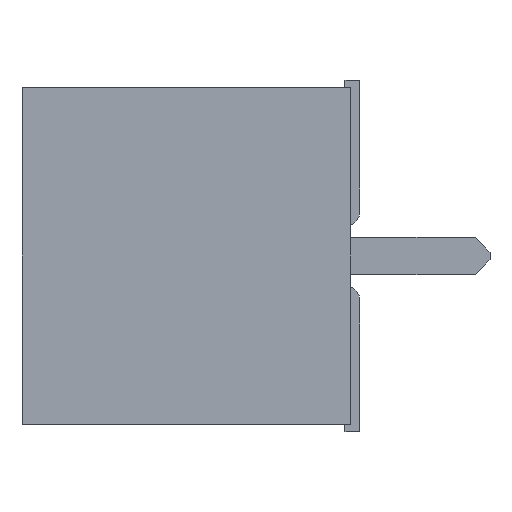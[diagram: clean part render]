
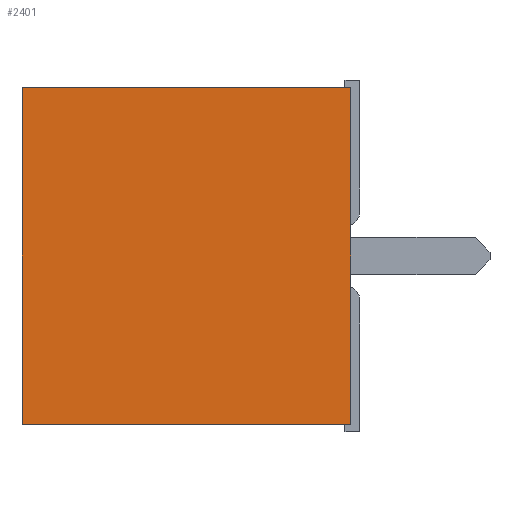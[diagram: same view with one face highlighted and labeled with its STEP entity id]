
A CAD part, left-side view. The second image highlights one B-rep face of the part: STEP entity #2401.
In plain terms, the highlighted planar face has unit normal (-1, 0, 0).
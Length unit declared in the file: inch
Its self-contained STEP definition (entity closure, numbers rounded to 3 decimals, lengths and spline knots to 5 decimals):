
#172=ORIENTED_EDGE('',*,*,#817,.T.);
#173=ORIENTED_EDGE('',*,*,#857,.F.);
#174=ORIENTED_EDGE('',*,*,#846,.F.);
#175=ORIENTED_EDGE('',*,*,#855,.T.);
#817=EDGE_CURVE('',#1162,#1161,#1397,.T.);
#846=EDGE_CURVE('',#1187,#1188,#1426,.T.);
#855=EDGE_CURVE('',#1187,#1162,#1435,.T.);
#857=EDGE_CURVE('',#1188,#1161,#1437,.T.);
#1161=VERTEX_POINT('',#3457);
#1162=VERTEX_POINT('',#3459);
#1187=VERTEX_POINT('',#3513);
#1188=VERTEX_POINT('',#3515);
#1397=LINE('',#3458,#1712);
#1426=LINE('',#3514,#1741);
#1435=LINE('',#3532,#1750);
#1437=LINE('',#3535,#1752);
#1712=VECTOR('',#2785,39.37008);
#1741=VECTOR('',#2816,39.37008);
#1750=VECTOR('',#2827,39.37008);
#1752=VECTOR('',#2831,39.37008);
#2007=EDGE_LOOP('',(#172,#173,#174,#175));
#2147=FACE_BOUND('',#2007,.T.);
#2286=PLANE('',#2582);
#2401=ADVANCED_FACE('',(#2147),#2286,.F.);
#2582=AXIS2_PLACEMENT_3D('',#3534,#2829,#2830);
#2785=DIRECTION('',(0.,0.,1.));
#2816=DIRECTION('',(0.,0.,1.));
#2827=DIRECTION('',(0.,-1.,0.));
#2829=DIRECTION('',(1.,0.,0.));
#2830=DIRECTION('',(0.,0.,-1.));
#2831=DIRECTION('',(0.,-1.,0.));
#3457=CARTESIAN_POINT('',(-0.1815,0.,0.1125));
#3458=CARTESIAN_POINT('',(-0.1815,0.,-0.1125));
#3459=CARTESIAN_POINT('',(-0.1815,0.,-0.1125));
#3513=CARTESIAN_POINT('',(-0.1815,0.22,-0.1125));
#3514=CARTESIAN_POINT('',(-0.1815,0.22,-0.1125));
#3515=CARTESIAN_POINT('',(-0.1815,0.22,0.1125));
#3532=CARTESIAN_POINT('',(-0.1815,0.22,-0.1125));
#3534=CARTESIAN_POINT('',(-0.1815,0.22,-0.1125));
#3535=CARTESIAN_POINT('',(-0.1815,0.22,0.1125));
